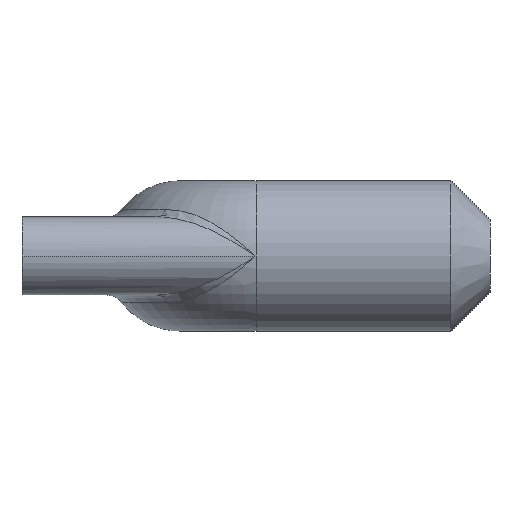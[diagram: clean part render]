
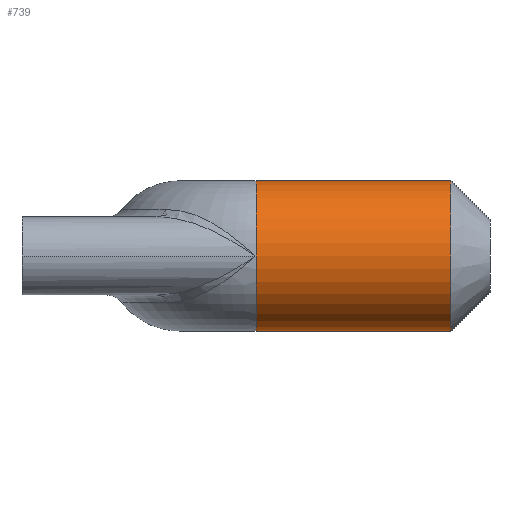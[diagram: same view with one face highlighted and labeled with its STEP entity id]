
A CAD part, left-side view. The second image highlights one B-rep face of the part: STEP entity #739.
In plain terms, the highlighted cylindrical face has radius 1.93 mm (diameter 3.86 mm), a partial arc.
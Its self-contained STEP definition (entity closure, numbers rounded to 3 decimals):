
#18 = DIRECTION ( 'NONE',  ( 0., 0., 1. ) ) ;
#84 = LINE ( 'NONE', #107, #631 ) ;
#107 = CARTESIAN_POINT ( 'NONE',  ( -3., 6., -1.93 ) ) ;
#108 = ORIENTED_EDGE ( 'NONE', *, *, #899, .F. ) ;
#133 = VECTOR ( 'NONE', #1022, 1000. ) ;
#140 = CARTESIAN_POINT ( 'NONE',  ( -4.93, 6., 0. ) ) ;
#191 = DIRECTION ( 'NONE',  ( 0., 1., 0. ) ) ;
#202 = FACE_OUTER_BOUND ( 'NONE', #434, .T. ) ;
#210 = DIRECTION ( 'NONE',  ( 0., 0., -1. ) ) ;
#257 = VERTEX_POINT ( 'NONE', #626 ) ;
#288 = AXIS2_PLACEMENT_3D ( 'NONE', #807, #191, #900 ) ;
#336 = CIRCLE ( 'NONE', #1014, 1.93 ) ;
#384 = ORIENTED_EDGE ( 'NONE', *, *, #627, .T. ) ;
#434 = EDGE_LOOP ( 'NONE', ( #1038, #108, #1193, #1073, #384 ) ) ;
#452 = DIRECTION ( 'NONE',  ( 0., 1., 0. ) ) ;
#501 = DIRECTION ( 'NONE',  ( 0., -1., 0. ) ) ;
#554 = VERTEX_POINT ( 'NONE', #1023 ) ;
#561 = EDGE_CURVE ( 'NONE', #554, #967, #84, .T. ) ;
#596 = CARTESIAN_POINT ( 'NONE',  ( -3., 6., 1.93 ) ) ;
#621 = DIRECTION ( 'NONE',  ( 0., -1., 0. ) ) ;
#626 = CARTESIAN_POINT ( 'NONE',  ( -3., 1., 1.93 ) ) ;
#627 = EDGE_CURVE ( 'NONE', #967, #257, #336, .T. ) ;
#631 = VECTOR ( 'NONE', #501, 1000. ) ;
#652 = AXIS2_PLACEMENT_3D ( 'NONE', #1114, #621, #210 ) ;
#653 = CARTESIAN_POINT ( 'NONE',  ( -3., 1., 0. ) ) ;
#729 = DIRECTION ( 'NONE',  ( 0., 1., 0. ) ) ;
#739 = ADVANCED_FACE ( 'NONE', ( #202 ), #1136, .T. ) ;
#744 = CIRCLE ( 'NONE', #1225, 1.93 ) ;
#754 = CARTESIAN_POINT ( 'NONE',  ( -3., 6., 1.93 ) ) ;
#807 = CARTESIAN_POINT ( 'NONE',  ( -3., 6., 0. ) ) ;
#854 = CARTESIAN_POINT ( 'NONE',  ( -3., 1., -1.93 ) ) ;
#855 = DIRECTION ( 'NONE',  ( 0., 0., 1. ) ) ;
#899 = EDGE_CURVE ( 'NONE', #980, #930, #744, .T. ) ;
#900 = DIRECTION ( 'NONE',  ( 0., 0., 1. ) ) ;
#930 = VERTEX_POINT ( 'NONE', #754 ) ;
#967 = VERTEX_POINT ( 'NONE', #854 ) ;
#980 = VERTEX_POINT ( 'NONE', #140 ) ;
#1011 = CIRCLE ( 'NONE', #288, 1.93 ) ;
#1014 = AXIS2_PLACEMENT_3D ( 'NONE', #653, #452, #855 ) ;
#1022 = DIRECTION ( 'NONE',  ( 0., -1., 0. ) ) ;
#1023 = CARTESIAN_POINT ( 'NONE',  ( -3., 6., -1.93 ) ) ;
#1038 = ORIENTED_EDGE ( 'NONE', *, *, #1247, .F. ) ;
#1073 = ORIENTED_EDGE ( 'NONE', *, *, #561, .T. ) ;
#1114 = CARTESIAN_POINT ( 'NONE',  ( -3., 6., 0. ) ) ;
#1136 = CYLINDRICAL_SURFACE ( 'NONE', #652, 1.93 ) ;
#1193 = ORIENTED_EDGE ( 'NONE', *, *, #1207, .F. ) ;
#1207 = EDGE_CURVE ( 'NONE', #554, #980, #1011, .T. ) ;
#1210 = LINE ( 'NONE', #596, #133 ) ;
#1225 = AXIS2_PLACEMENT_3D ( 'NONE', #1229, #729, #18 ) ;
#1229 = CARTESIAN_POINT ( 'NONE',  ( -3., 6., 0. ) ) ;
#1247 = EDGE_CURVE ( 'NONE', #930, #257, #1210, .T. ) ;
